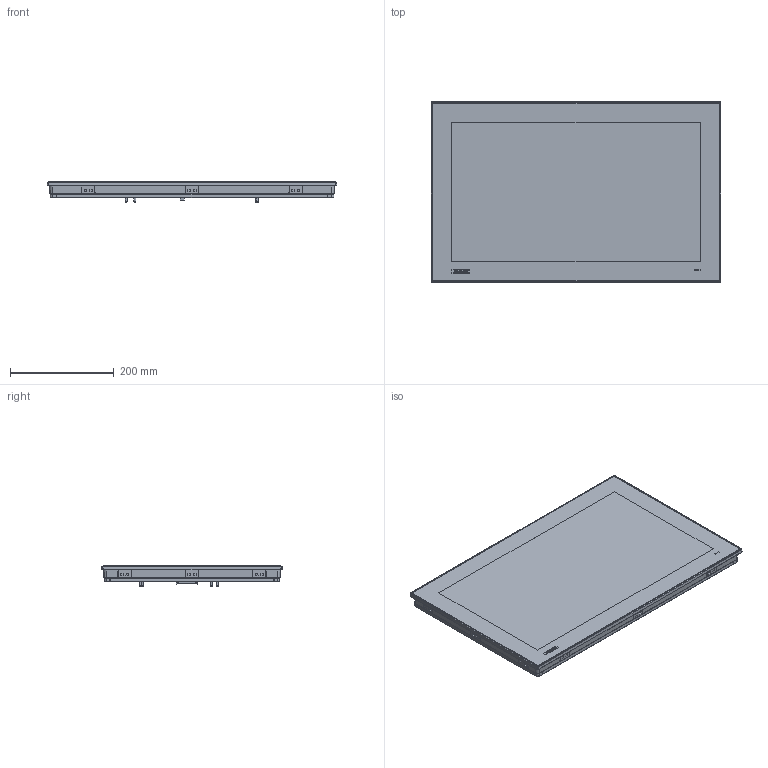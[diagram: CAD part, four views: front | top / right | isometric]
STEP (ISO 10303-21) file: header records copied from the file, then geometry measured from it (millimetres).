
FILE_DESCRIPTION (( 'STEP AP214' ), '1' );
FILE_NAME ('FPM-D21W-CE.STEP', '2024-03-08T08:34:06', ( '' ), ( '' ), 'SwSTEP 2.0', 'SolidWorks 2022', '' );
FILE_SCHEMA (( 'AUTOMOTIVE_DESIGN' ));
Length unit declared in the file: millimetre
Products named in the file (1): FPM-D21W-CE
Bounding box: 558.4 x 349.8 x 38.7 mm (x, y, z)
Volume: 5681145.7 mm3; surface area: 464419.9 mm2
Topology: 1 solids, 5 shells, 1654 faces, 4437 edges, 2906 vertices
Faces by surface type: plane 1209, cylinder 275, cone 72, bspline 62, torus 36
Entity records: 52731 total; most frequent: CARTESIAN_POINT 11283, ORIENTED_EDGE 8868, DIRECTION 7849, EDGE_CURVE 4434, LINE 3509, VECTOR 3509, VERTEX_POINT 2906, AXIS2_PLACEMENT_3D 2170
